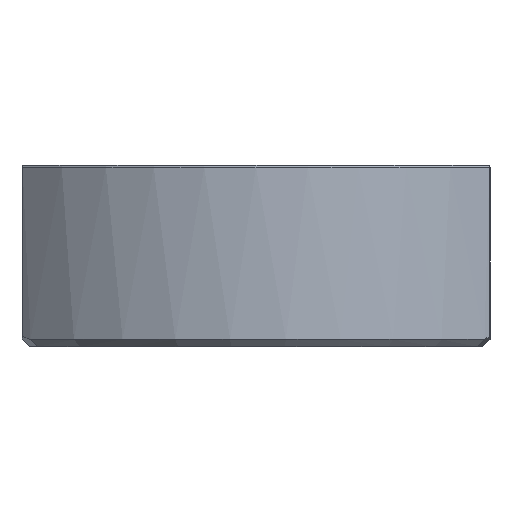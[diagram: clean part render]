
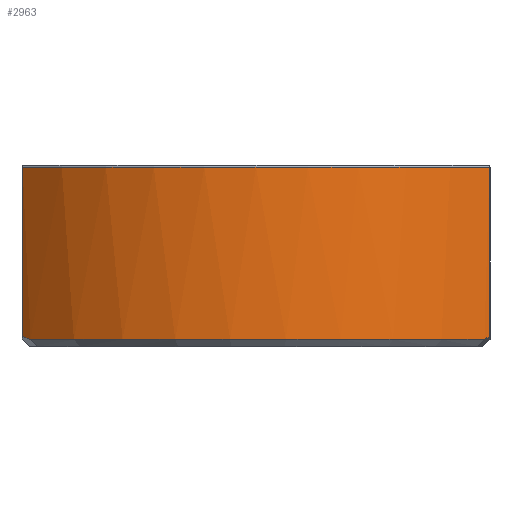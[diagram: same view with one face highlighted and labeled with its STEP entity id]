
A CAD part, front view. The second image highlights one B-rep face of the part: STEP entity #2963.
In plain terms, the highlighted cylindrical face has radius 45 mm (diameter 90 mm), a partial arc.
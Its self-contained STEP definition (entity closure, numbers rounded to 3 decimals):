
#20 = CARTESIAN_POINT ( 'NONE',  ( -32.164, -31.471, -25. ) ) ;
#69 = CARTESIAN_POINT ( 'NONE',  ( 31.478, -32.158, -24. ) ) ;
#125 = CARTESIAN_POINT ( 'NONE',  ( 31.708, -31.933, -23.866 ) ) ;
#142 = CARTESIAN_POINT ( 'NONE',  ( 32.164, -31.471, -0.3 ) ) ;
#155 = CARTESIAN_POINT ( 'NONE',  ( 0., 0., -0.3 ) ) ;
#157 = CIRCLE ( 'NONE', #528, 45. ) ;
#223 = DIRECTION ( 'NONE',  ( 0., 0., -1. ) ) ;
#291 = VECTOR ( 'NONE', #1850, 1000. ) ;
#292 = CARTESIAN_POINT ( 'NONE',  ( -31.085, -32.538, -24. ) ) ;
#299 = AXIS2_PLACEMENT_3D ( 'NONE', #2273, #2282, #1504 ) ;
#324 = LINE ( 'NONE', #1622, #291 ) ;
#396 = CARTESIAN_POINT ( 'NONE',  ( -31.454, -32.186, -23.851 ) ) ;
#500 = CIRCLE ( 'NONE', #520, 45. ) ;
#520 = AXIS2_PLACEMENT_3D ( 'NONE', #2399, #653, #2195 ) ;
#528 = AXIS2_PLACEMENT_3D ( 'NONE', #155, #1713, #3017 ) ;
#540 = CARTESIAN_POINT ( 'NONE',  ( 31.478, -32.158, -24. ) ) ;
#622 = ORIENTED_EDGE ( 'NONE', *, *, #1873, .T. ) ;
#653 = DIRECTION ( 'NONE',  ( 0., 0., 1. ) ) ;
#716 = EDGE_LOOP ( 'NONE', ( #2580, #622, #1786, #2790, #2540, #1643 ) ) ;
#916 = B_SPLINE_CURVE_WITH_KNOTS ( 'NONE', 3,
 ( #69, #125, #2532, #2614 ),
 .UNSPECIFIED., .F., .F.,
 ( 4, 4 ),
 ( 0., 1. ),
 .UNSPECIFIED. ) ;
#1285 = LINE ( 'NONE', #20, #2010 ) ;
#1349 = CARTESIAN_POINT ( 'NONE',  ( -31.814, -31.83, -23.71 ) ) ;
#1360 = CARTESIAN_POINT ( 'NONE',  ( -32.164, -31.471, -23.577 ) ) ;
#1399 = B_SPLINE_CURVE_WITH_KNOTS ( 'NONE', 3,
 ( #1360, #1349, #396, #2203 ),
 .UNSPECIFIED., .F., .F.,
 ( 4, 4 ),
 ( 0., 1. ),
 .UNSPECIFIED. ) ;
#1504 = DIRECTION ( 'NONE',  ( 1., 0., 0. ) ) ;
#1622 = CARTESIAN_POINT ( 'NONE',  ( 32.164, -31.471, -25. ) ) ;
#1643 = ORIENTED_EDGE ( 'NONE', *, *, #1945, .T. ) ;
#1713 = DIRECTION ( 'NONE',  ( 0., 0., -1. ) ) ;
#1786 = ORIENTED_EDGE ( 'NONE', *, *, #1905, .T. ) ;
#1850 = DIRECTION ( 'NONE',  ( 0., 0., 1. ) ) ;
#1873 = EDGE_CURVE ( 'NONE', #2271, #2666, #916, .T. ) ;
#1891 = VERTEX_POINT ( 'NONE', #2629 ) ;
#1905 = EDGE_CURVE ( 'NONE', #2666, #1966, #324, .T. ) ;
#1945 = EDGE_CURVE ( 'NONE', #1891, #2218, #1399, .T. ) ;
#1966 = VERTEX_POINT ( 'NONE', #142 ) ;
#1973 = EDGE_CURVE ( 'NONE', #2052, #1891, #1285, .T. ) ;
#1979 = CARTESIAN_POINT ( 'NONE',  ( 32.164, -31.471, -23.597 ) ) ;
#2010 = VECTOR ( 'NONE', #223, 1000. ) ;
#2040 = EDGE_CURVE ( 'NONE', #1966, #2052, #157, .T. ) ;
#2052 = VERTEX_POINT ( 'NONE', #2607 ) ;
#2064 = EDGE_CURVE ( 'NONE', #2218, #2271, #500, .T. ) ;
#2195 = DIRECTION ( 'NONE',  ( 1., 0., 0. ) ) ;
#2203 = CARTESIAN_POINT ( 'NONE',  ( -31.085, -32.538, -24. ) ) ;
#2218 = VERTEX_POINT ( 'NONE', #292 ) ;
#2271 = VERTEX_POINT ( 'NONE', #540 ) ;
#2273 = CARTESIAN_POINT ( 'NONE',  ( 0., 0., -25. ) ) ;
#2282 = DIRECTION ( 'NONE',  ( 0., 0., 1. ) ) ;
#2399 = CARTESIAN_POINT ( 'NONE',  ( 0., 0., -24. ) ) ;
#2532 = CARTESIAN_POINT ( 'NONE',  ( 31.937, -31.704, -23.732 ) ) ;
#2540 = ORIENTED_EDGE ( 'NONE', *, *, #1973, .T. ) ;
#2580 = ORIENTED_EDGE ( 'NONE', *, *, #2064, .T. ) ;
#2607 = CARTESIAN_POINT ( 'NONE',  ( -32.164, -31.471, -0.3 ) ) ;
#2614 = CARTESIAN_POINT ( 'NONE',  ( 32.164, -31.471, -23.597 ) ) ;
#2629 = CARTESIAN_POINT ( 'NONE',  ( -32.164, -31.471, -23.577 ) ) ;
#2666 = VERTEX_POINT ( 'NONE', #1979 ) ;
#2790 = ORIENTED_EDGE ( 'NONE', *, *, #2040, .T. ) ;
#2917 = CYLINDRICAL_SURFACE ( 'NONE', #299, 45. ) ;
#2927 = FACE_OUTER_BOUND ( 'NONE', #716, .T. ) ;
#2963 = ADVANCED_FACE ( 'NONE', ( #2927 ), #2917, .T. ) ;
#3017 = DIRECTION ( 'NONE',  ( 1., 0., 0. ) ) ;
